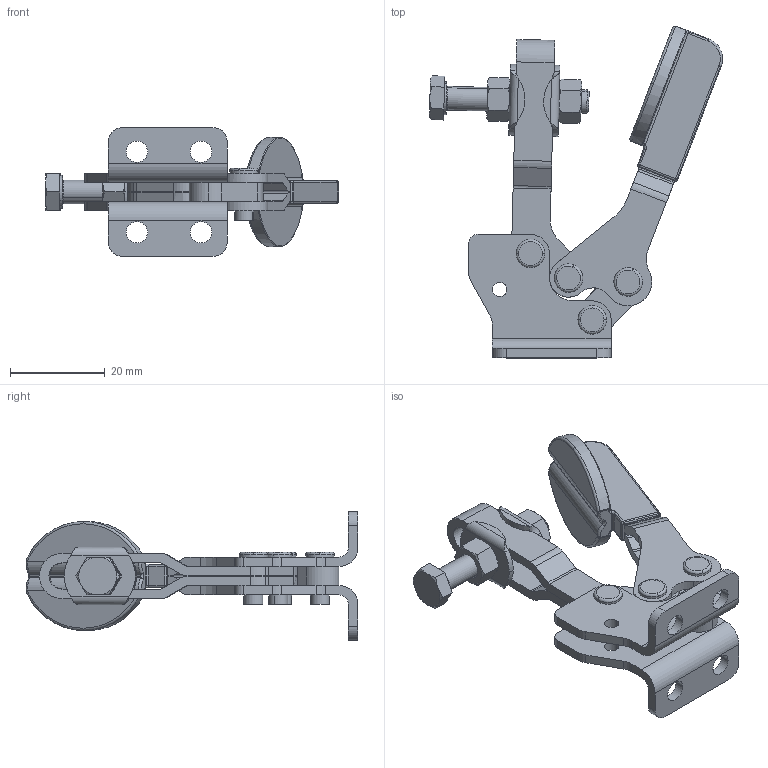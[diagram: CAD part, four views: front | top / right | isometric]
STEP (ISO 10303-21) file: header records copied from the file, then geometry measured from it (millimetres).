
FILE_DESCRIPTION((''),'2;1');
FILE_NAME('100.0-opened.stp','2005-09-27T14:58:10',('Kysilko'),(''),'Autodesk Inventor 8','Autodesk Inventor 8','');
FILE_SCHEMA(('AUTOMOTIVE_DESIGN { 1 0 10303 214 1 1 1 1 }'));
Length unit declared in the file: millimetre
Products named in the file (1): Part2
Bounding box: 61.75 x 69.9 x 27.15 mm (x, y, z)
Volume: 11141.3 mm3; surface area: 11460.6 mm2
Topology: 1 solids, 1 shells, 444 faces, 1177 edges, 727 vertices
Faces by surface type: cylinder 147, bspline 110, plane 100, cone 50, torus 29, sphere 8
Entity records: 16568 total; most frequent: CARTESIAN_POINT 5787, ORIENTED_EDGE 2322, DIRECTION 2253, EDGE_CURVE 1161, AXIS2_PLACEMENT_3D 869, VERTEX_POINT 727, CIRCLE 522, VECTOR 515
